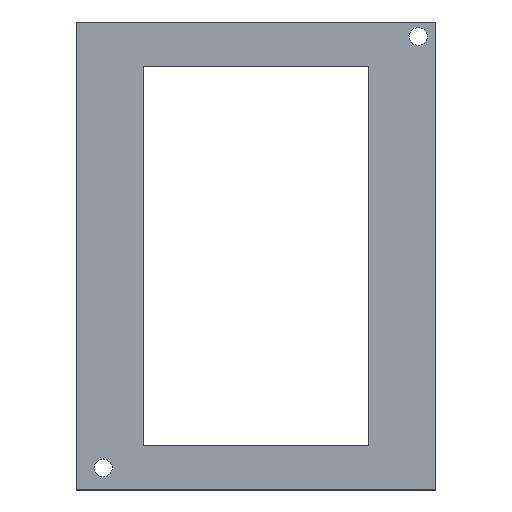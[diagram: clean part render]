
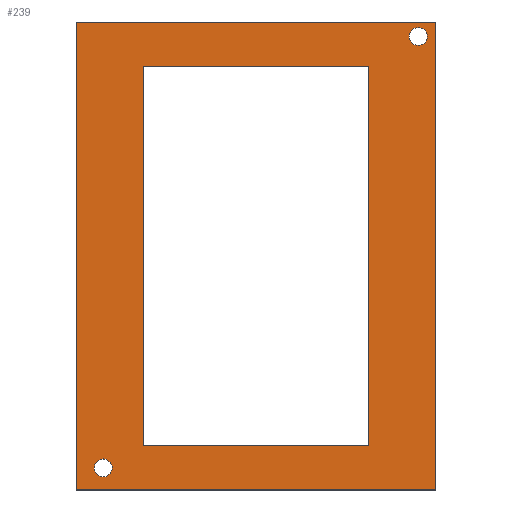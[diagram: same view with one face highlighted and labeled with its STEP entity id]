
A CAD part, top view. The second image highlights one B-rep face of the part: STEP entity #239.
In plain terms, the highlighted planar face has unit normal (0, 0, 1).
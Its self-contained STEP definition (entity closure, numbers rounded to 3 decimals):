
#15=FACE_BOUND('',#54,.T.);
#16=FACE_BOUND('',#55,.T.);
#17=FACE_BOUND('',#56,.T.);
#29=PLANE('',#257);
#41=FACE_OUTER_BOUND('',#53,.T.);
#53=EDGE_LOOP('',(#207,#208,#209,#210));
#54=EDGE_LOOP('',(#211));
#55=EDGE_LOOP('',(#212));
#56=EDGE_LOOP('',(#213,#214,#215,#216));
#65=LINE('',#339,#91);
#68=LINE('',#345,#94);
#71=LINE('',#351,#97);
#74=LINE('',#355,#100);
#77=LINE('',#363,#103);
#80=LINE('',#369,#106);
#83=LINE('',#375,#109);
#86=LINE('',#379,#112);
#91=VECTOR('',#279,10.);
#94=VECTOR('',#284,10.);
#97=VECTOR('',#289,10.);
#100=VECTOR('',#294,10.);
#103=VECTOR('',#299,10.);
#106=VECTOR('',#304,10.);
#109=VECTOR('',#309,10.);
#112=VECTOR('',#314,10.);
#113=CIRCLE('',#244,1.5);
#115=CIRCLE('',#247,1.5);
#117=VERTEX_POINT('',#321);
#119=VERTEX_POINT('',#327);
#123=VERTEX_POINT('',#336);
#124=VERTEX_POINT('',#338);
#126=VERTEX_POINT('',#344);
#128=VERTEX_POINT('',#350);
#131=VERTEX_POINT('',#360);
#132=VERTEX_POINT('',#362);
#134=VERTEX_POINT('',#368);
#136=VERTEX_POINT('',#374);
#137=EDGE_CURVE('',#117,#117,#113,.T.);
#140=EDGE_CURVE('',#119,#119,#115,.T.);
#145=EDGE_CURVE('',#124,#123,#65,.T.);
#148=EDGE_CURVE('',#126,#124,#68,.T.);
#151=EDGE_CURVE('',#128,#126,#71,.T.);
#154=EDGE_CURVE('',#123,#128,#74,.T.);
#157=EDGE_CURVE('',#132,#131,#77,.T.);
#160=EDGE_CURVE('',#134,#132,#80,.T.);
#163=EDGE_CURVE('',#136,#134,#83,.T.);
#166=EDGE_CURVE('',#131,#136,#86,.T.);
#207=ORIENTED_EDGE('',*,*,#166,.T.);
#208=ORIENTED_EDGE('',*,*,#163,.T.);
#209=ORIENTED_EDGE('',*,*,#160,.T.);
#210=ORIENTED_EDGE('',*,*,#157,.T.);
#211=ORIENTED_EDGE('',*,*,#137,.T.);
#212=ORIENTED_EDGE('',*,*,#140,.T.);
#213=ORIENTED_EDGE('',*,*,#154,.T.);
#214=ORIENTED_EDGE('',*,*,#151,.T.);
#215=ORIENTED_EDGE('',*,*,#148,.T.);
#216=ORIENTED_EDGE('',*,*,#145,.T.);
#239=ADVANCED_FACE('',(#41,#15,#16,#17),#29,.T.);
#244=AXIS2_PLACEMENT_3D('',#322,#263,#264);
#247=AXIS2_PLACEMENT_3D('',#328,#270,#271);
#257=AXIS2_PLACEMENT_3D('',#380,#315,#316);
#263=DIRECTION('center_axis',(0.,0.,-1.));
#264=DIRECTION('ref_axis',(-1.,0.,0.));
#270=DIRECTION('center_axis',(0.,0.,-1.));
#271=DIRECTION('ref_axis',(-1.,0.,0.));
#279=DIRECTION('',(0.,1.,0.));
#284=DIRECTION('',(-1.,0.,0.));
#289=DIRECTION('',(0.,-1.,0.));
#294=DIRECTION('',(1.,0.,0.));
#299=DIRECTION('',(0.,1.,0.));
#304=DIRECTION('',(1.,0.,0.));
#309=DIRECTION('',(0.,-1.,0.));
#314=DIRECTION('',(-1.,0.,0.));
#315=DIRECTION('center_axis',(0.,0.,1.));
#316=DIRECTION('ref_axis',(1.,0.,0.));
#321=CARTESIAN_POINT('',(196.596,-74.331,3.51));
#322=CARTESIAN_POINT('Origin',(195.096,-74.331,3.51));
#327=CARTESIAN_POINT('',(143.761,-146.679,3.51));
#328=CARTESIAN_POINT('Origin',(142.261,-146.679,3.51));
#336=CARTESIAN_POINT('',(149.006,-79.4,3.51));
#338=CARTESIAN_POINT('',(149.006,-142.875,3.51));
#339=CARTESIAN_POINT('',(149.006,-79.15,3.51));
#344=CARTESIAN_POINT('',(186.75,-142.875,3.51));
#345=CARTESIAN_POINT('',(145.256,-142.875,3.51));
#350=CARTESIAN_POINT('',(186.75,-79.4,3.51));
#351=CARTESIAN_POINT('',(186.75,-79.15,3.51));
#355=CARTESIAN_POINT('',(190.5,-79.4,3.51));
#360=CARTESIAN_POINT('',(198.,-71.9,3.51));
#362=CARTESIAN_POINT('',(198.,-150.375,3.51));
#363=CARTESIAN_POINT('',(198.,-142.875,3.51));
#368=CARTESIAN_POINT('',(137.756,-150.375,3.51));
#369=CARTESIAN_POINT('',(137.756,-150.375,3.51));
#374=CARTESIAN_POINT('',(137.756,-71.9,3.51));
#375=CARTESIAN_POINT('',(137.756,-79.4,3.51));
#379=CARTESIAN_POINT('',(190.5,-71.9,3.51));
#380=CARTESIAN_POINT('Origin',(167.878,-111.138,3.51));
